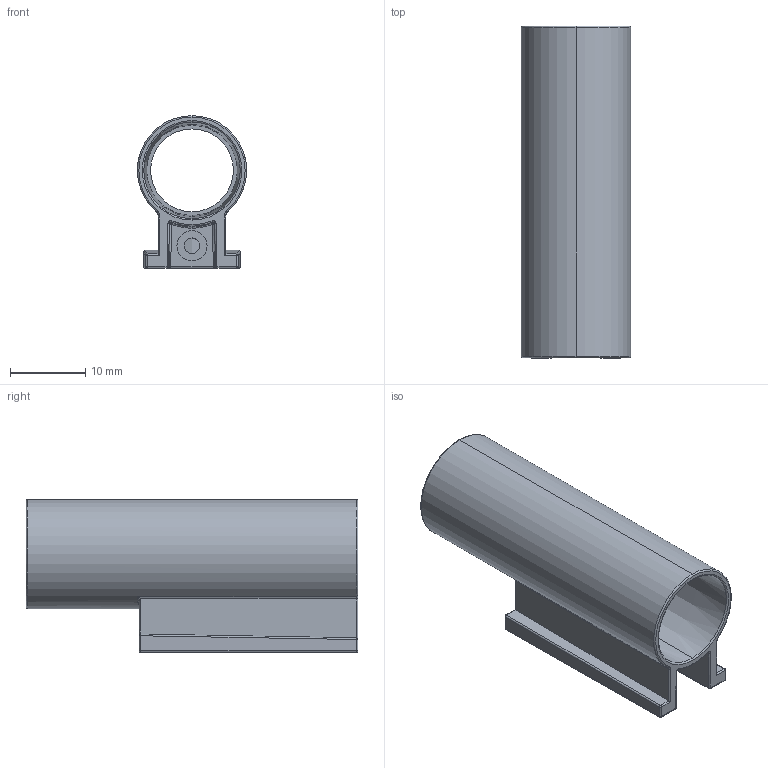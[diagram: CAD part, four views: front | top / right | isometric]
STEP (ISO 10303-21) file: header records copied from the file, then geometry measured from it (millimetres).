
FILE_DESCRIPTION (( 'STEP AP214' ), '1' );
FILE_NAME ('JXHSV06-08009-d auto-leveling slide.step', '2023-01-05T07:16:02', ( '微软用户' ), ( '微软中国' ), 'SwSTEP 2.0', 'SolidWorks 2020', '' );
FILE_SCHEMA (( 'AUTOMOTIVE_DESIGN' ));
Length unit declared in the file: millimetre
Products named in the file (1): JXHSV06-08009-d auto-leveling slide
Bounding box: 14.5 x 44 x 20.25 mm (x, y, z)
Volume: 3050.3 mm3; surface area: 4934.6 mm2
Topology: 1 solids, 1 shells, 152 faces, 356 edges, 194 vertices
Faces by surface type: cylinder 50, bspline 32, plane 23, sphere 21, torus 15, cone 11
Entity records: 5177 total; most frequent: CARTESIAN_POINT 1927, ORIENTED_EDGE 680, DIRECTION 644, EDGE_CURVE 340, AXIS2_PLACEMENT_3D 271, VERTEX_POINT 194, EDGE_LOOP 162, FACE_OUTER_BOUND 152
